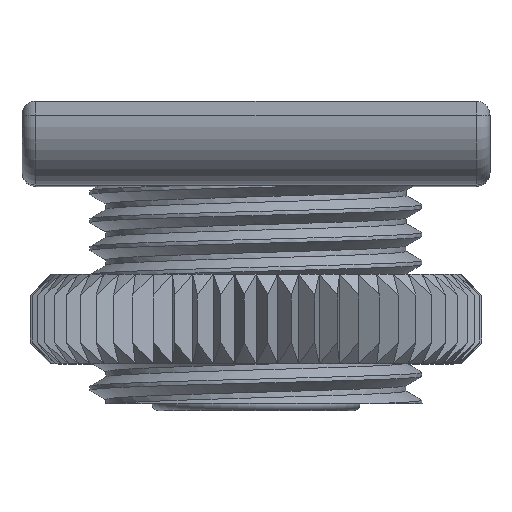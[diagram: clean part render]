
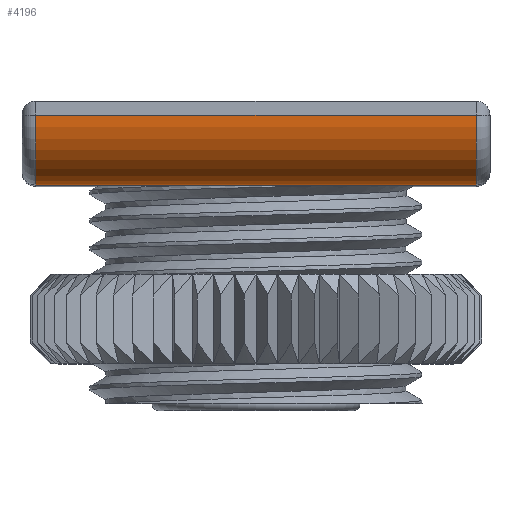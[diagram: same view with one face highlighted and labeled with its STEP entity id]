
A CAD part, top view. The second image highlights one B-rep face of the part: STEP entity #4196.
In plain terms, the highlighted cylindrical face has radius 2.5 mm (diameter 5 mm), a partial arc.
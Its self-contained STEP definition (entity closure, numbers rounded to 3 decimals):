
#751=LINE('',#9389,#914);
#752=LINE('',#9390,#915);
#914=VECTOR('',#5735,10.);
#915=VECTOR('',#5736,10.);
#956=CYLINDRICAL_SURFACE('',#4686,2.5);
#1246=FACE_OUTER_BOUND('',#1548,.T.);
#1548=EDGE_LOOP('',(#3805,#3806,#3807,#3808));
#1705=CIRCLE('',#4665,2.5);
#1715=CIRCLE('',#4683,2.5);
#2027=VERTEX_POINT('',#9345);
#2028=VERTEX_POINT('',#9346);
#2039=VERTEX_POINT('',#9380);
#2040=VERTEX_POINT('',#9382);
#2622=EDGE_CURVE('',#2027,#2028,#1705,.F.);
#2640=EDGE_CURVE('',#2040,#2039,#1715,.F.);
#2644=EDGE_CURVE('',#2028,#2040,#751,.T.);
#2645=EDGE_CURVE('',#2039,#2027,#752,.T.);
#3805=ORIENTED_EDGE('',*,*,#2622,.T.);
#3806=ORIENTED_EDGE('',*,*,#2644,.T.);
#3807=ORIENTED_EDGE('',*,*,#2640,.T.);
#3808=ORIENTED_EDGE('',*,*,#2645,.T.);
#4196=ADVANCED_FACE('',(#1246),#956,.T.);
#4665=AXIS2_PLACEMENT_3D('',#9347,#5683,#5684);
#4683=AXIS2_PLACEMENT_3D('',#9383,#5725,#5726);
#4686=AXIS2_PLACEMENT_3D('',#9388,#5733,#5734);
#5683=DIRECTION('center_axis',(1.,0.,0.));
#5684=DIRECTION('ref_axis',(0.,-1.,0.));
#5725=DIRECTION('center_axis',(-1.,0.,0.));
#5726=DIRECTION('ref_axis',(0.,0.,1.));
#5733=DIRECTION('center_axis',(1.,0.,0.));
#5734=DIRECTION('ref_axis',(0.,-0.707,0.707));
#5735=DIRECTION('',(-1.,0.,0.));
#5736=DIRECTION('',(1.,0.,0.));
#9345=CARTESIAN_POINT('',(7.875,0.,14.95));
#9346=CARTESIAN_POINT('',(7.875,2.5,17.45));
#9347=CARTESIAN_POINT('Origin',(7.875,2.5,14.95));
#9380=CARTESIAN_POINT('',(-7.875,0.,14.95));
#9382=CARTESIAN_POINT('',(-7.875,2.5,17.45));
#9383=CARTESIAN_POINT('Origin',(-7.875,2.5,14.95));
#9388=CARTESIAN_POINT('Origin',(-4.188,2.5,14.95));
#9389=CARTESIAN_POINT('',(-4.188,2.5,17.45));
#9390=CARTESIAN_POINT('',(-4.188,0.,14.95));
